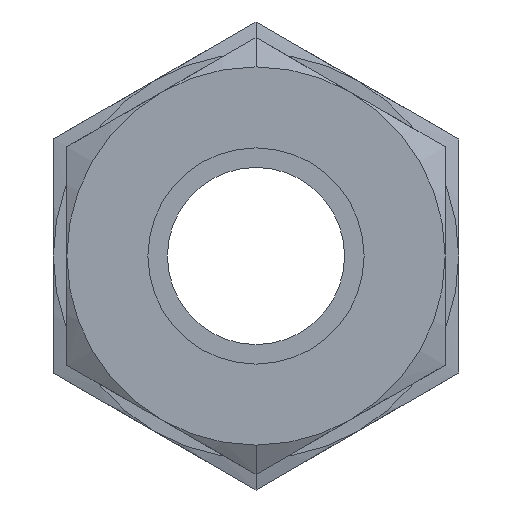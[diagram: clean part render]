
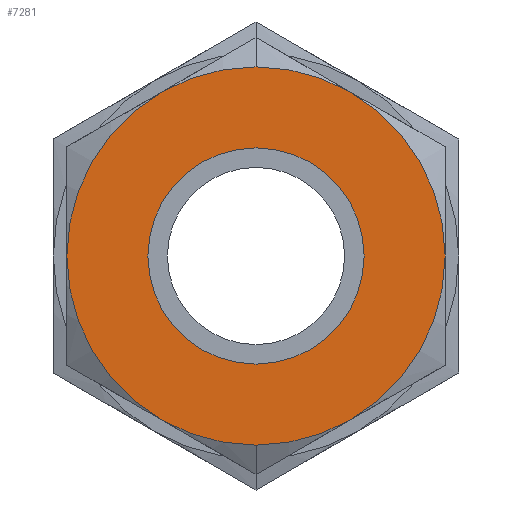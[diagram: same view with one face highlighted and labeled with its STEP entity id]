
A CAD part, left-side view. The second image highlights one B-rep face of the part: STEP entity #7281.
In plain terms, the highlighted planar face has unit normal (-1, 0, 0).
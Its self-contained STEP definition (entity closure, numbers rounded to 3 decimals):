
#250 = VERTEX_POINT ( 'NONE', #13284 ) ;
#707 = CARTESIAN_POINT ( 'NONE',  ( 0., 0., 5.555 ) ) ;
#1922 = CIRCLE ( 'NONE', #10074, 11.11 ) ;
#2091 = EDGE_LOOP ( 'NONE', ( #2873, #11643 ) ) ;
#2782 = CARTESIAN_POINT ( 'NONE',  ( 0., 0., -6.35 ) ) ;
#2873 = ORIENTED_EDGE ( 'NONE', *, *, #13895, .F. ) ;
#2971 = PLANE ( 'NONE',  #12144 ) ;
#3214 = DIRECTION ( 'NONE',  ( 1., 0., 0. ) ) ;
#3331 = DIRECTION ( 'NONE',  ( 1., 0., 0. ) ) ;
#3579 = ORIENTED_EDGE ( 'NONE', *, *, #11215, .T. ) ;
#3815 = EDGE_CURVE ( 'NONE', #250, #11913, #10231, .T. ) ;
#3919 = DIRECTION ( 'NONE',  ( 1., 0., 0. ) ) ;
#4747 = CIRCLE ( 'NONE', #10802, 11.11 ) ;
#5151 = DIRECTION ( 'NONE',  ( -1., 0., 0. ) ) ;
#6258 = ORIENTED_EDGE ( 'NONE', *, *, #3815, .T. ) ;
#7180 = VERTEX_POINT ( 'NONE', #11514 ) ;
#7281 = ADVANCED_FACE ( 'NONE', ( #11784, #12280 ), #2971, .T. ) ;
#7726 = DIRECTION ( 'NONE',  ( 0., 0., 1. ) ) ;
#7973 = AXIS2_PLACEMENT_3D ( 'NONE', #12359, #3331, #12433 ) ;
#8004 = DIRECTION ( 'NONE',  ( 0., 0., -1. ) ) ;
#9370 = EDGE_CURVE ( 'NONE', #13411, #7180, #1922, .T. ) ;
#9596 = CARTESIAN_POINT ( 'NONE',  ( 0., 0., 0. ) ) ;
#9737 = DIRECTION ( 'NONE',  ( 0., 0., 1. ) ) ;
#9773 = CARTESIAN_POINT ( 'NONE',  ( 0., 0., -11.11 ) ) ;
#9843 = CARTESIAN_POINT ( 'NONE',  ( 0., 0., 0. ) ) ;
#10074 = AXIS2_PLACEMENT_3D ( 'NONE', #11357, #10112, #8004 ) ;
#10112 = DIRECTION ( 'NONE',  ( 1., 0., 0. ) ) ;
#10231 = CIRCLE ( 'NONE', #10698, 6.35 ) ;
#10698 = AXIS2_PLACEMENT_3D ( 'NONE', #9843, #3214, #7726 ) ;
#10762 = CIRCLE ( 'NONE', #7973, 6.35 ) ;
#10802 = AXIS2_PLACEMENT_3D ( 'NONE', #9596, #3919, #12737 ) ;
#11215 = EDGE_CURVE ( 'NONE', #11913, #250, #10762, .T. ) ;
#11236 = EDGE_LOOP ( 'NONE', ( #3579, #6258 ) ) ;
#11357 = CARTESIAN_POINT ( 'NONE',  ( 0., 0., 0. ) ) ;
#11514 = CARTESIAN_POINT ( 'NONE',  ( 0., 0., 11.11 ) ) ;
#11643 = ORIENTED_EDGE ( 'NONE', *, *, #9370, .F. ) ;
#11784 = FACE_BOUND ( 'NONE', #11236, .T. ) ;
#11913 = VERTEX_POINT ( 'NONE', #2782 ) ;
#12144 = AXIS2_PLACEMENT_3D ( 'NONE', #707, #5151, #9737 ) ;
#12280 = FACE_OUTER_BOUND ( 'NONE', #2091, .T. ) ;
#12359 = CARTESIAN_POINT ( 'NONE',  ( 0., 0., 0. ) ) ;
#12433 = DIRECTION ( 'NONE',  ( 0., 0., -1. ) ) ;
#12737 = DIRECTION ( 'NONE',  ( 0., 0., 1. ) ) ;
#13284 = CARTESIAN_POINT ( 'NONE',  ( 0., 0., 6.35 ) ) ;
#13411 = VERTEX_POINT ( 'NONE', #9773 ) ;
#13895 = EDGE_CURVE ( 'NONE', #7180, #13411, #4747, .T. ) ;
